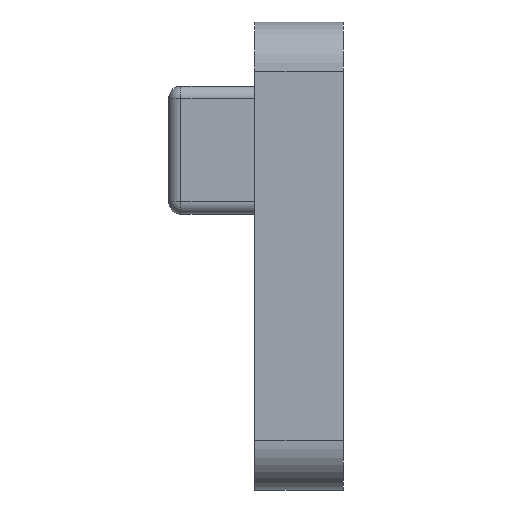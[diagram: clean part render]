
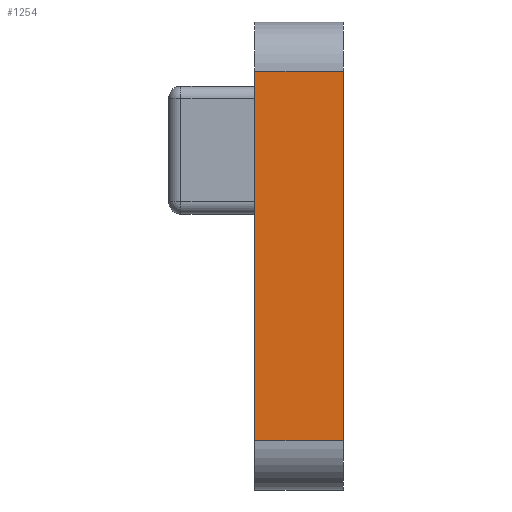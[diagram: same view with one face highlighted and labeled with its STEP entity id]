
A CAD part, front view. The second image highlights one B-rep face of the part: STEP entity #1254.
In plain terms, the highlighted planar face has unit normal (0, -1, 0).
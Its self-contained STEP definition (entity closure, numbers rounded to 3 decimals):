
#861 = AXIS2_PLACEMENT_3D ( 'NONE', #7443, #9139, #9217 ) ;
#1254 = ADVANCED_FACE ( 'NONE', ( #16477 ), #2249, .F. ) ;
#2249 = PLANE ( 'NONE',  #861 ) ;
#3031 = DIRECTION ( 'NONE',  ( 0., 0., -1. ) ) ;
#3144 = ORIENTED_EDGE ( 'NONE', *, *, #14755, .T. ) ;
#3660 = LINE ( 'NONE', #5304, #21369 ) ;
#4434 = ORIENTED_EDGE ( 'NONE', *, *, #16350, .F. ) ;
#4826 = VERTEX_POINT ( 'NONE', #9260 ) ;
#5304 = CARTESIAN_POINT ( 'NONE',  ( -1.8, -17., 9.5 ) ) ;
#5483 = DIRECTION ( 'NONE',  ( 1., 0., 0. ) ) ;
#5680 = CARTESIAN_POINT ( 'NONE',  ( 1.8, -17., 7.5 ) ) ;
#7073 = VECTOR ( 'NONE', #15447, 1000. ) ;
#7443 = CARTESIAN_POINT ( 'NONE',  ( 1.8, -17., 9.5 ) ) ;
#8146 = EDGE_CURVE ( 'NONE', #10720, #21164, #8382, .T. ) ;
#8346 = CARTESIAN_POINT ( 'NONE',  ( -1.8, -17., 7.5 ) ) ;
#8382 = LINE ( 'NONE', #20755, #13114 ) ;
#9139 = DIRECTION ( 'NONE',  ( 0., 1., 0. ) ) ;
#9217 = DIRECTION ( 'NONE',  ( 0., 0., 1. ) ) ;
#9260 = CARTESIAN_POINT ( 'NONE',  ( 1.8, -17., 7.5 ) ) ;
#10720 = VERTEX_POINT ( 'NONE', #21173 ) ;
#12941 = ORIENTED_EDGE ( 'NONE', *, *, #17308, .T. ) ;
#13114 = VECTOR ( 'NONE', #5483, 1000. ) ;
#14755 = EDGE_CURVE ( 'NONE', #19584, #10720, #3660, .T. ) ;
#15447 = DIRECTION ( 'NONE',  ( -1., 0., 0. ) ) ;
#15605 = DIRECTION ( 'NONE',  ( 0., 0., -1. ) ) ;
#16350 = EDGE_CURVE ( 'NONE', #4826, #21164, #20789, .T. ) ;
#16477 = FACE_OUTER_BOUND ( 'NONE', #17075, .T. ) ;
#16977 = ORIENTED_EDGE ( 'NONE', *, *, #8146, .T. ) ;
#17075 = EDGE_LOOP ( 'NONE', ( #3144, #16977, #4434, #12941 ) ) ;
#17308 = EDGE_CURVE ( 'NONE', #4826, #19584, #21304, .T. ) ;
#18571 = CARTESIAN_POINT ( 'NONE',  ( 1.8, -17., -7.5 ) ) ;
#19584 = VERTEX_POINT ( 'NONE', #8346 ) ;
#20755 = CARTESIAN_POINT ( 'NONE',  ( 1.8, -17., -7.5 ) ) ;
#20789 = LINE ( 'NONE', #21279, #21874 ) ;
#21164 = VERTEX_POINT ( 'NONE', #18571 ) ;
#21173 = CARTESIAN_POINT ( 'NONE',  ( -1.8, -17., -7.5 ) ) ;
#21279 = CARTESIAN_POINT ( 'NONE',  ( 1.8, -17., 9.5 ) ) ;
#21304 = LINE ( 'NONE', #5680, #7073 ) ;
#21369 = VECTOR ( 'NONE', #15605, 1000. ) ;
#21874 = VECTOR ( 'NONE', #3031, 1000. ) ;
